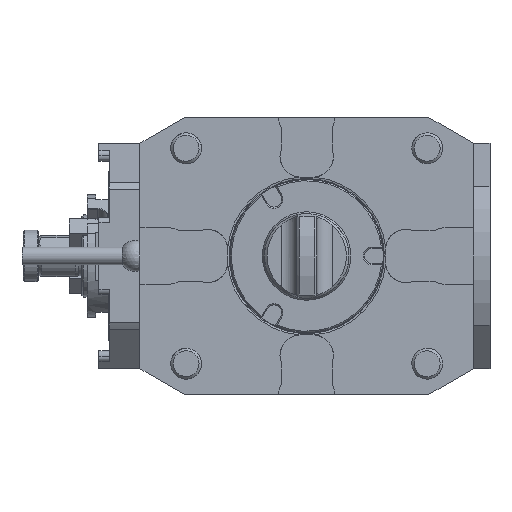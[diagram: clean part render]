
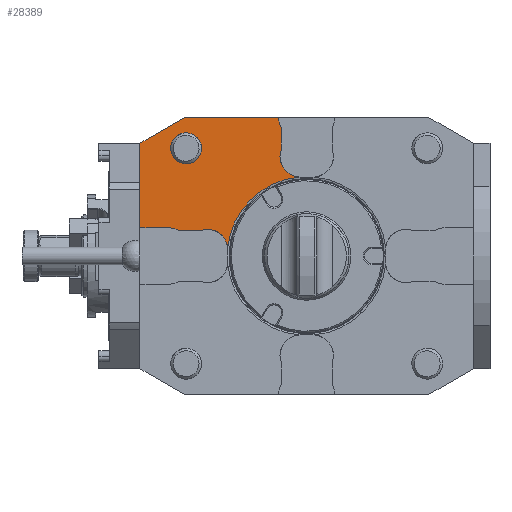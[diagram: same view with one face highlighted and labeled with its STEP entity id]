
A CAD part, front view. The second image highlights one B-rep face of the part: STEP entity #28389.
In plain terms, the highlighted planar face has unit normal (0, -1, 0).
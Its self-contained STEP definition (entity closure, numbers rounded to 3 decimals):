
#1151 = EDGE_LOOP ( 'NONE', ( #5748 ) ) ;
#1182 = ORIENTED_EDGE ( 'NONE', *, *, #41301, .T. ) ;
#1597 = CARTESIAN_POINT ( 'NONE',  ( -54., 43., 11. ) ) ;
#1761 = CARTESIAN_POINT ( 'NONE',  ( 0., 43., 0. ) ) ;
#1920 = ORIENTED_EDGE ( 'NONE', *, *, #7387, .F. ) ;
#2131 = CARTESIAN_POINT ( 'NONE',  ( -41.248, 43., 10. ) ) ;
#2592 = CIRCLE ( 'NONE', #9509, 6. ) ;
#2776 = VECTOR ( 'NONE', #11602, 1000. ) ;
#4006 = VECTOR ( 'NONE', #23882, 1000. ) ;
#4035 = ORIENTED_EDGE ( 'NONE', *, *, #24689, .F. ) ;
#4565 = ORIENTED_EDGE ( 'NONE', *, *, #15962, .F. ) ;
#5034 = CARTESIAN_POINT ( 'NONE',  ( -47., 43., 48. ) ) ;
#5629 = DIRECTION ( 'NONE',  ( 0., 0., -1. ) ) ;
#5748 = ORIENTED_EDGE ( 'NONE', *, *, #24135, .T. ) ;
#5904 = CARTESIAN_POINT ( 'NONE',  ( -3.166, 43., 30.787 ) ) ;
#6289 = LINE ( 'NONE', #26252, #37756 ) ;
#6970 = EDGE_CURVE ( 'NONE', #20053, #30919, #28672, .T. ) ;
#7280 = CARTESIAN_POINT ( 'NONE',  ( 63.997, 43., 118.477 ) ) ;
#7387 = EDGE_CURVE ( 'NONE', #39573, #27004, #35594, .T. ) ;
#7701 = DIRECTION ( 'NONE',  ( -0.866, 0., -0.5 ) ) ;
#7763 = CARTESIAN_POINT ( 'NONE',  ( -65., 43., 54. ) ) ;
#7962 = FACE_OUTER_BOUND ( 'NONE', #18920, .T. ) ;
#8227 = EDGE_CURVE ( 'NONE', #39573, #9611, #6289, .T. ) ;
#8379 = CARTESIAN_POINT ( 'NONE',  ( -30.787, 43., 3.166 ) ) ;
#9336 = DIRECTION ( 'NONE',  ( 0., 0., 1. ) ) ;
#9509 = AXIS2_PLACEMENT_3D ( 'NONE', #18211, #15168, #41476 ) ;
#9611 = VERTEX_POINT ( 'NONE', #15590 ) ;
#10326 = CARTESIAN_POINT ( 'NONE',  ( -65., 43., 11. ) ) ;
#10948 = CARTESIAN_POINT ( 'NONE',  ( -41.248, 43., 10. ) ) ;
#10973 = PLANE ( 'NONE',  #24756 ) ;
#11090 = DIRECTION ( 'NONE',  ( 0., 0., 1. ) ) ;
#11602 = DIRECTION ( 'NONE',  ( 0., 0., -1. ) ) ;
#11694 = DIRECTION ( 'NONE',  ( 0., 1., 0. ) ) ;
#12498 = DIRECTION ( 'NONE',  ( 0., 0., -1. ) ) ;
#12908 = EDGE_CURVE ( 'NONE', #41284, #35107, #36757, .T. ) ;
#13549 = AXIS2_PLACEMENT_3D ( 'NONE', #40609, #37794, #11090 ) ;
#13807 = VERTEX_POINT ( 'NONE', #8379 ) ;
#14051 = AXIS2_PLACEMENT_3D ( 'NONE', #18463, #37634, #18018 ) ;
#15168 = DIRECTION ( 'NONE',  ( 0., 1., 0. ) ) ;
#15519 = EDGE_CURVE ( 'NONE', #13807, #27004, #21608, .T. ) ;
#15590 = CARTESIAN_POINT ( 'NONE',  ( -10., 43., 50.127 ) ) ;
#15962 = EDGE_CURVE ( 'NONE', #34573, #9611, #40172, .T. ) ;
#16980 = VECTOR ( 'NONE', #39179, 1000. ) ;
#17556 = ORIENTED_EDGE ( 'NONE', *, *, #12908, .T. ) ;
#17622 = LINE ( 'NONE', #7763, #2776 ) ;
#18018 = DIRECTION ( 'NONE',  ( 0., 0., 1. ) ) ;
#18052 = CARTESIAN_POINT ( 'NONE',  ( -65., 43., 54. ) ) ;
#18211 = CARTESIAN_POINT ( 'NONE',  ( -47., 43., 42. ) ) ;
#18216 = ORIENTED_EDGE ( 'NONE', *, *, #6970, .T. ) ;
#18463 = CARTESIAN_POINT ( 'NONE',  ( -38.75, 43., 2.4 ) ) ;
#18477 = CARTESIAN_POINT ( 'NONE',  ( -11., 43., 54. ) ) ;
#18758 = DIRECTION ( 'NONE',  ( 0., -1., 0. ) ) ;
#18797 = EDGE_CURVE ( 'NONE', #21102, #30919, #20442, .T. ) ;
#18920 = EDGE_LOOP ( 'NONE', ( #4035, #17556, #33720, #36010, #18216, #41368, #1182, #23282, #1920, #26790, #4565 ) ) ;
#20053 = VERTEX_POINT ( 'NONE', #1597 ) ;
#20442 = LINE ( 'NONE', #10948, #40573 ) ;
#20843 = CARTESIAN_POINT ( 'NONE',  ( -47.679, 43., 54. ) ) ;
#21102 = VERTEX_POINT ( 'NONE', #2131 ) ;
#21608 = CIRCLE ( 'NONE', #42221, 30.949 ) ;
#21612 = EDGE_CURVE ( 'NONE', #20053, #41089, #35701, .T. ) ;
#22662 = CARTESIAN_POINT ( 'NONE',  ( -50.127, 43., 10. ) ) ;
#22852 = DIRECTION ( 'NONE',  ( 0., 0., 1. ) ) ;
#23282 = ORIENTED_EDGE ( 'NONE', *, *, #15519, .T. ) ;
#23882 = DIRECTION ( 'NONE',  ( 1., 0., 0. ) ) ;
#24072 = DIRECTION ( 'NONE',  ( -1., 0., 0. ) ) ;
#24135 = EDGE_CURVE ( 'NONE', #34097, #34097, #2592, .T. ) ;
#24689 = EDGE_CURVE ( 'NONE', #41284, #34573, #37451, .T. ) ;
#24717 = DIRECTION ( 'NONE',  ( 0., 1., 0. ) ) ;
#24756 = AXIS2_PLACEMENT_3D ( 'NONE', #30723, #24717, #37678 ) ;
#26252 = CARTESIAN_POINT ( 'NONE',  ( -10., 43., 41.248 ) ) ;
#26790 = ORIENTED_EDGE ( 'NONE', *, *, #8227, .T. ) ;
#27004 = VERTEX_POINT ( 'NONE', #5904 ) ;
#27023 = AXIS2_PLACEMENT_3D ( 'NONE', #38356, #18758, #5629 ) ;
#27090 = CIRCLE ( 'NONE', #14051, 8. ) ;
#28355 = EDGE_CURVE ( 'NONE', #35107, #41089, #17622, .T. ) ;
#28389 = ADVANCED_FACE ( 'Defeature completata1_23', ( #40478, #7962 ), #10973, .F. ) ;
#28672 = CIRCLE ( 'NONE', #13549, 8. ) ;
#30723 = CARTESIAN_POINT ( 'NONE',  ( 132.4, 43., 0. ) ) ;
#30919 = VERTEX_POINT ( 'NONE', #22662 ) ;
#33720 = ORIENTED_EDGE ( 'NONE', *, *, #28355, .T. ) ;
#34097 = VERTEX_POINT ( 'NONE', #5034 ) ;
#34573 = VERTEX_POINT ( 'NONE', #18477 ) ;
#35107 = VERTEX_POINT ( 'NONE', #38295 ) ;
#35594 = CIRCLE ( 'NONE', #36316, 8. ) ;
#35680 = VECTOR ( 'NONE', #7701, 1000. ) ;
#35701 = LINE ( 'NONE', #36354, #16980 ) ;
#36010 = ORIENTED_EDGE ( 'NONE', *, *, #21612, .F. ) ;
#36316 = AXIS2_PLACEMENT_3D ( 'NONE', #42009, #42222, #12498 ) ;
#36354 = CARTESIAN_POINT ( 'NONE',  ( -54., 43., 11. ) ) ;
#36757 = LINE ( 'NONE', #7280, #35680 ) ;
#37425 = CARTESIAN_POINT ( 'NONE',  ( -10., 43., 41.248 ) ) ;
#37451 = LINE ( 'NONE', #18052, #4006 ) ;
#37634 = DIRECTION ( 'NONE',  ( 0., 1., 0. ) ) ;
#37678 = DIRECTION ( 'NONE',  ( 0., 0., 1. ) ) ;
#37756 = VECTOR ( 'NONE', #22852, 1000. ) ;
#37794 = DIRECTION ( 'NONE',  ( 0., 1., 0. ) ) ;
#38295 = CARTESIAN_POINT ( 'NONE',  ( -65., 43., 44. ) ) ;
#38356 = CARTESIAN_POINT ( 'NONE',  ( -3., 43., 54. ) ) ;
#39179 = DIRECTION ( 'NONE',  ( -1., 0., 0. ) ) ;
#39573 = VERTEX_POINT ( 'NONE', #37425 ) ;
#40172 = CIRCLE ( 'NONE', #27023, 8. ) ;
#40478 = FACE_BOUND ( 'NONE', #1151, .T. ) ;
#40573 = VECTOR ( 'NONE', #24072, 1000. ) ;
#40609 = CARTESIAN_POINT ( 'NONE',  ( -54., 43., 3. ) ) ;
#41089 = VERTEX_POINT ( 'NONE', #10326 ) ;
#41284 = VERTEX_POINT ( 'NONE', #20843 ) ;
#41301 = EDGE_CURVE ( 'NONE', #21102, #13807, #27090, .T. ) ;
#41368 = ORIENTED_EDGE ( 'NONE', *, *, #18797, .F. ) ;
#41476 = DIRECTION ( 'NONE',  ( 0., 0., 1. ) ) ;
#42009 = CARTESIAN_POINT ( 'NONE',  ( -2.4, 43., 38.75 ) ) ;
#42221 = AXIS2_PLACEMENT_3D ( 'NONE', #1761, #11694, #9336 ) ;
#42222 = DIRECTION ( 'NONE',  ( 0., -1., 0. ) ) ;
